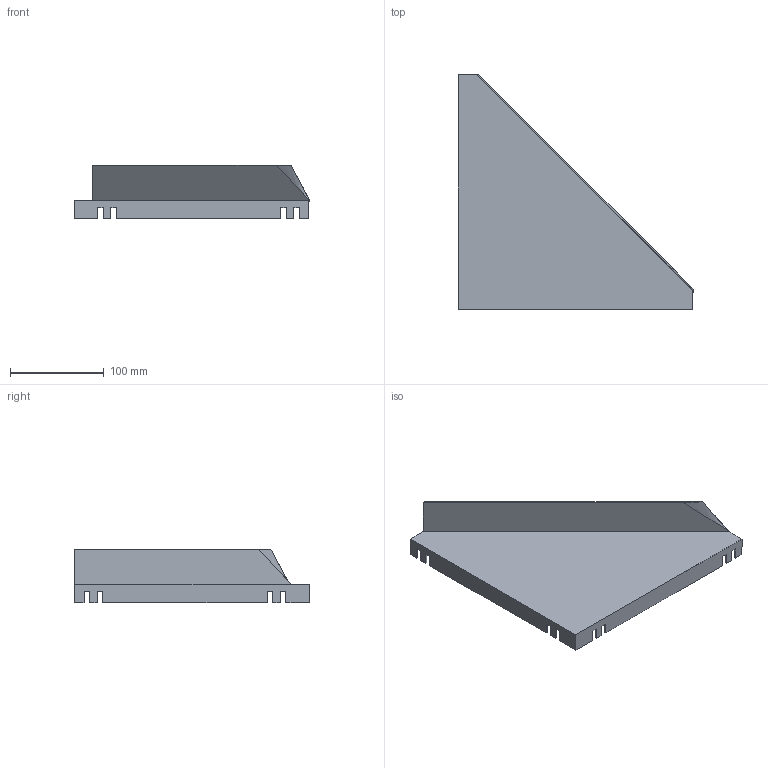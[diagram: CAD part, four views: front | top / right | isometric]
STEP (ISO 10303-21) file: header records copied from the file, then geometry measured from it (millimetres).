
FILE_DESCRIPTION (( 'STEP AP214' ), '1' );
FILE_NAME ('6221207.STEP', '2020-05-08T07:12:10', ( '' ), ( '' ), 'SwSTEP 2.0', 'SolidWorks 2018', '' );
FILE_SCHEMA (( 'AUTOMOTIVE_DESIGN' ));
Length unit declared in the file: millimetre
Products named in the file (1): 6221207
Bounding box: 251.04 x 250 x 57.5 mm (x, y, z)
Volume: 84974.2 mm3; surface area: 115270.9 mm2
Topology: 1 solids, 1 shells, 45 faces, 129 edges, 86 vertices
Faces by surface type: plane 44, bspline 1
Entity records: 1585 total; most frequent: CARTESIAN_POINT 384, ORIENTED_EDGE 258, DIRECTION 213, EDGE_CURVE 129, LINE 123, VECTOR 123, VERTEX_POINT 86, EDGE_LOOP 45
